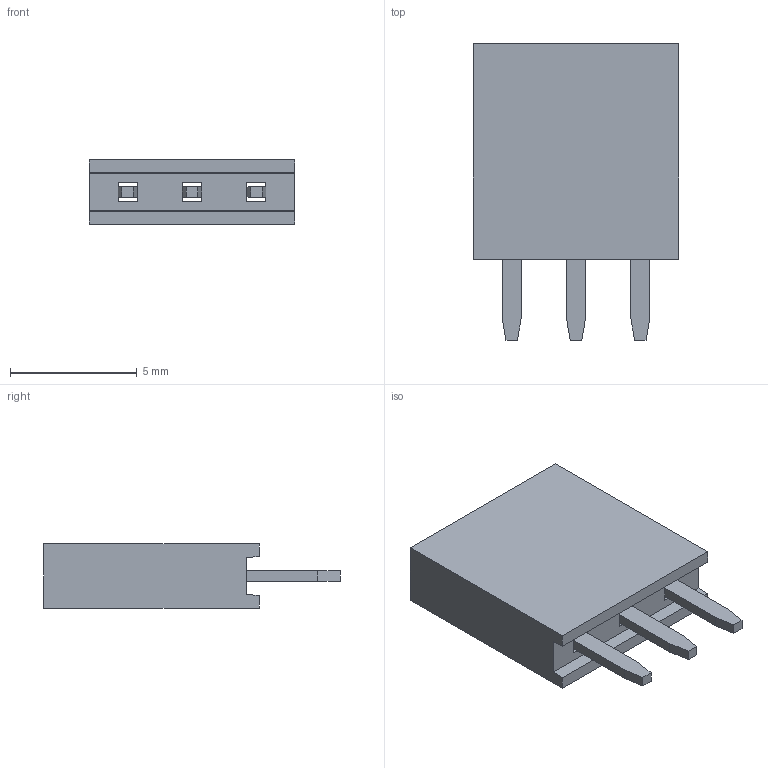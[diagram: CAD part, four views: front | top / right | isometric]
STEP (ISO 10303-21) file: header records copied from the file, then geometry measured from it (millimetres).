
FILE_DESCRIPTION (( 'STEP AP214' ), '1' );
FILE_NAME ('PPTC031LFBN-RC.STEP', '2022-03-14T22:02:35', ( '' ), ( '' ), 'SwSTEP 2.0', 'SolidWorks 2017', '' );
FILE_SCHEMA (( 'AUTOMOTIVE_DESIGN' ));
Length unit declared in the file: inch
Products named in the file (1): PPTC031LFBN-RC
Bounding box: 8.13 x 11.71 x 2.54 mm (x, y, z)
Volume: 161.4 mm3; surface area: 370.8 mm2
Topology: 4 solids, 4 shells, 79 faces, 201 edges, 130 vertices
Faces by surface type: plane 61, cylinder 18
Entity records: 2882 total; most frequent: CARTESIAN_POINT 411, ORIENTED_EDGE 402, DIRECTION 397, EDGE_CURVE 201, VECTOR 165, LINE 165, VERTEX_POINT 130, AXIS2_PLACEMENT_3D 116
